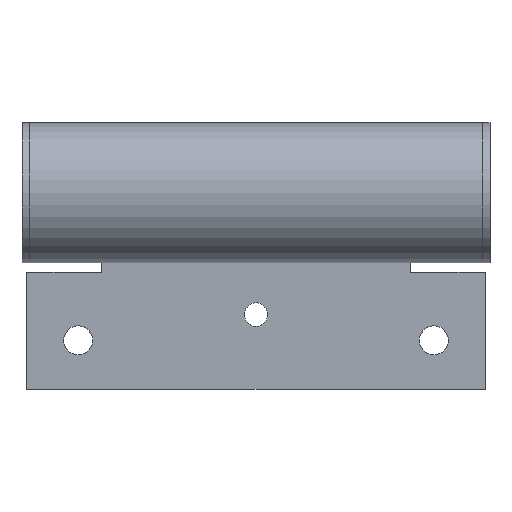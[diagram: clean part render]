
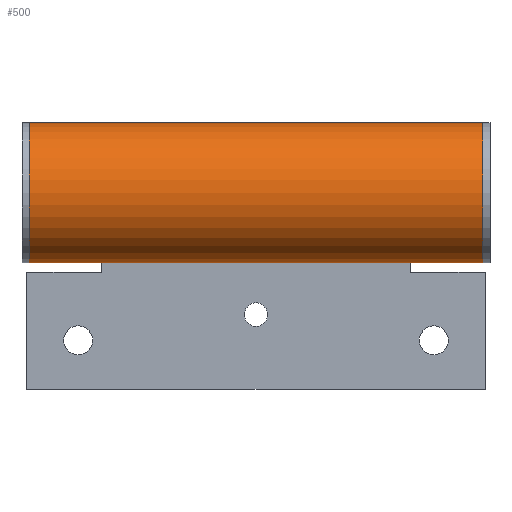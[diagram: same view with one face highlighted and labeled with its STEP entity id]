
A CAD part, top view. The second image highlights one B-rep face of the part: STEP entity #500.
In plain terms, the highlighted cylindrical face has radius 15 mm (diameter 30 mm), a full revolution.
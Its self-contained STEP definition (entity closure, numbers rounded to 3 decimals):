
#500=ADVANCED_FACE('',(#831,#833),#835,.T.);
#831=FACE_OUTER_BOUND('',#832,.T.);
#832=EDGE_LOOP('',(#1161));
#833=FACE_OUTER_BOUND('',#834,.T.);
#834=EDGE_LOOP('',(#1162));
#835=CYLINDRICAL_SURFACE('',#836,15.);
#836=AXIS2_PLACEMENT_3D('',#837,#838,#839);
#837=CARTESIAN_POINT('',(0.,0.,0.));
#838=DIRECTION('',(1.,0.,0.));
#839=DIRECTION('',(0.,1.,0.));
#1161=ORIENTED_EDGE('',*,*,#1282,.F.);
#1162=ORIENTED_EDGE('',*,*,#1277,.T.);
#1277=EDGE_CURVE('',#1436,#1436,#1437,.T.);
#1282=EDGE_CURVE('',#1446,#1446,#1447,.T.);
#1436=VERTEX_POINT('',#1804);
#1437=CIRCLE('',#1805,15.);
#1446=VERTEX_POINT('',#1829);
#1447=CIRCLE('',#1830,15.);
#1804=CARTESIAN_POINT('',(0.,15.,0.));
#1805=AXIS2_PLACEMENT_3D('',#1806,#1807,#1808);
#1806=CARTESIAN_POINT('',(0.,0.,0.));
#1807=DIRECTION('',(1.,0.,0.));
#1808=DIRECTION('',(0.,1.,0.));
#1829=CARTESIAN_POINT('',(97.,15.,0.));
#1830=AXIS2_PLACEMENT_3D('',#1831,#1832,#1833);
#1831=CARTESIAN_POINT('',(97.,0.,0.));
#1832=DIRECTION('',(1.,0.,0.));
#1833=DIRECTION('',(0.,1.,0.));
